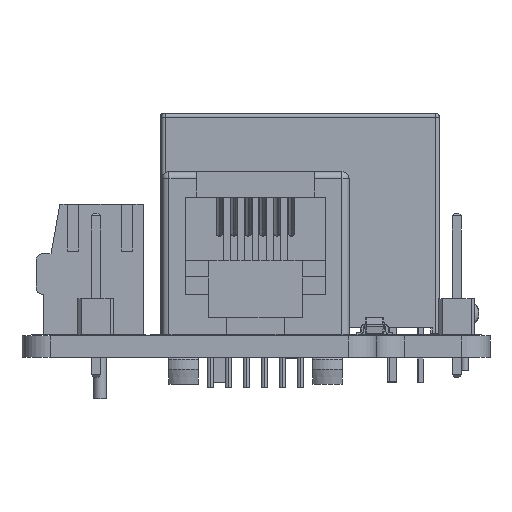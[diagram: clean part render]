
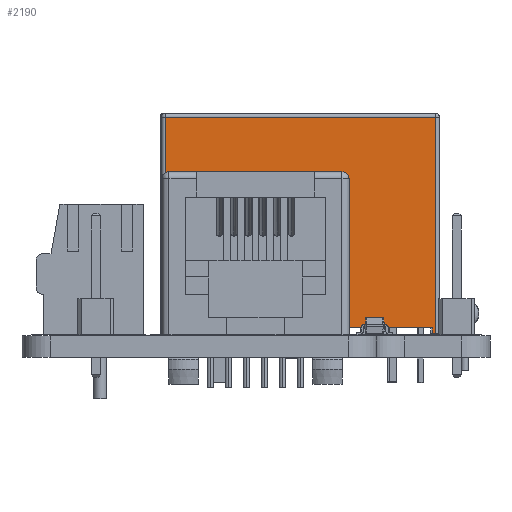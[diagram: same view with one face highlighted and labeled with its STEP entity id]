
A CAD part, left-side view. The second image highlights one B-rep face of the part: STEP entity #2190.
In plain terms, the highlighted face is planar.
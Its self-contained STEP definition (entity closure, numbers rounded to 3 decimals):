
#1877 = VERTEX_POINT('',#1878);
#1878 = CARTESIAN_POINT('',(17.8,7.7,0.48));
#1959 = VERTEX_POINT('',#1960);
#1960 = CARTESIAN_POINT('',(-0.8,7.7,0.48));
#1966 = EDGE_CURVE('',#1959,#1877,#1967,.T.);
#1967 = LINE('',#1968,#1969);
#1968 = CARTESIAN_POINT('',(-0.8,7.7,0.48));
#1969 = VECTOR('',#1970,1.);
#1970 = DIRECTION('',(1.,0.,0.));
#2164 = VERTEX_POINT('',#2165);
#2165 = CARTESIAN_POINT('',(17.8,7.7,0.1));
#2173 = EDGE_CURVE('',#2164,#1877,#2174,.T.);
#2174 = LINE('',#2175,#2176);
#2175 = CARTESIAN_POINT('',(17.8,7.7,0.1));
#2176 = VECTOR('',#2177,1.);
#2177 = DIRECTION('',(0.,0.,1.));
#2190 = ADVANCED_FACE('',(#2191),#2241,.T.);
#2191 = FACE_BOUND('',#2192,.T.);
#2192 = EDGE_LOOP('',(#2193,#2203,#2209,#2210,#2211,#2219,#2227,#2235));
#2193 = ORIENTED_EDGE('',*,*,#2194,.F.);
#2194 = EDGE_CURVE('',#2195,#2197,#2199,.T.);
#2195 = VERTEX_POINT('',#2196);
#2196 = CARTESIAN_POINT('',(18.05,7.7,0.1));
#2197 = VERTEX_POINT('',#2198);
#2198 = CARTESIAN_POINT('',(18.05,7.7,15.35));
#2199 = LINE('',#2200,#2201);
#2200 = CARTESIAN_POINT('',(18.05,7.7,0.1));
#2201 = VECTOR('',#2202,1.);
#2202 = DIRECTION('',(0.,0.,1.));
#2203 = ORIENTED_EDGE('',*,*,#2204,.F.);
#2204 = EDGE_CURVE('',#2164,#2195,#2205,.T.);
#2205 = LINE('',#2206,#2207);
#2206 = CARTESIAN_POINT('',(-1.3,7.7,0.1));
#2207 = VECTOR('',#2208,1.);
#2208 = DIRECTION('',(1.,0.,0.));
#2209 = ORIENTED_EDGE('',*,*,#2173,.T.);
#2210 = ORIENTED_EDGE('',*,*,#1966,.F.);
#2211 = ORIENTED_EDGE('',*,*,#2212,.F.);
#2212 = EDGE_CURVE('',#2213,#1959,#2215,.T.);
#2213 = VERTEX_POINT('',#2214);
#2214 = CARTESIAN_POINT('',(-0.8,7.7,0.1));
#2215 = LINE('',#2216,#2217);
#2216 = CARTESIAN_POINT('',(-0.8,7.7,0.1));
#2217 = VECTOR('',#2218,1.);
#2218 = DIRECTION('',(0.,0.,1.));
#2219 = ORIENTED_EDGE('',*,*,#2220,.F.);
#2220 = EDGE_CURVE('',#2221,#2213,#2223,.T.);
#2221 = VERTEX_POINT('',#2222);
#2222 = CARTESIAN_POINT('',(-1.05,7.7,0.1));
#2223 = LINE('',#2224,#2225);
#2224 = CARTESIAN_POINT('',(-1.3,7.7,0.1));
#2225 = VECTOR('',#2226,1.);
#2226 = DIRECTION('',(1.,0.,0.));
#2227 = ORIENTED_EDGE('',*,*,#2228,.T.);
#2228 = EDGE_CURVE('',#2221,#2229,#2231,.T.);
#2229 = VERTEX_POINT('',#2230);
#2230 = CARTESIAN_POINT('',(-1.05,7.7,15.35));
#2231 = LINE('',#2232,#2233);
#2232 = CARTESIAN_POINT('',(-1.05,7.7,0.1));
#2233 = VECTOR('',#2234,1.);
#2234 = DIRECTION('',(0.,0.,1.));
#2235 = ORIENTED_EDGE('',*,*,#2236,.T.);
#2236 = EDGE_CURVE('',#2229,#2197,#2237,.T.);
#2237 = LINE('',#2238,#2239);
#2238 = CARTESIAN_POINT('',(-1.05,7.7,15.35));
#2239 = VECTOR('',#2240,1.);
#2240 = DIRECTION('',(1.,0.,0.));
#2241 = PLANE('',#2242);
#2242 = AXIS2_PLACEMENT_3D('',#2243,#2244,#2245);
#2243 = CARTESIAN_POINT('',(-1.3,7.7,0.1));
#2244 = DIRECTION('',(0.,1.,0.));
#2245 = DIRECTION('',(1.,0.,0.));
